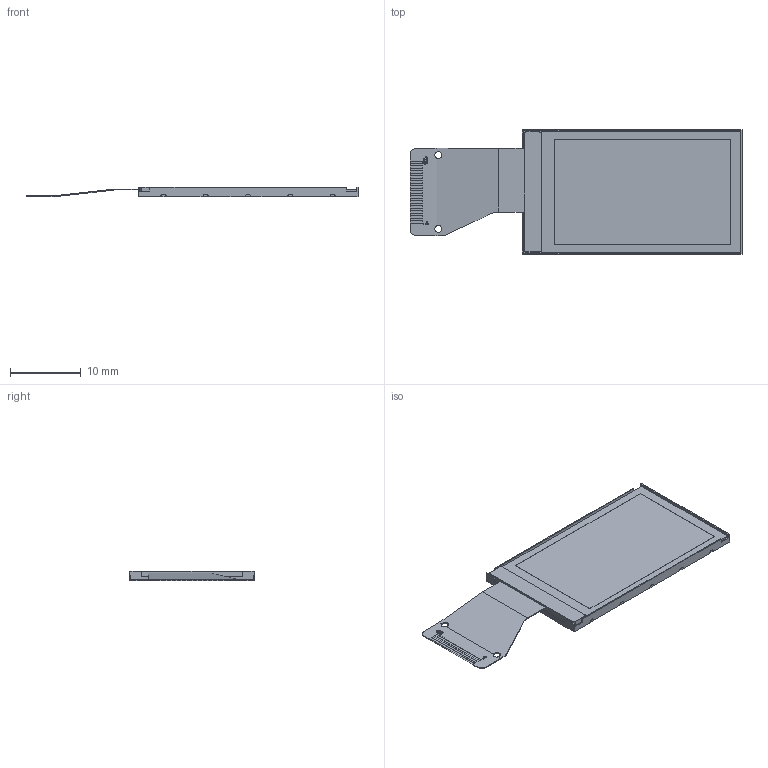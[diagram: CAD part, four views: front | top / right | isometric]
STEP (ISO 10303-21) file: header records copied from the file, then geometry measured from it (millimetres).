
FILE_DESCRIPTION(/* description */ ('Unknown'),/* implementation_level */ '2;1');
FILE_NAME(/* name */ '1.14 TFT IPS - 13P - Flat Mount',/* time_stamp */ '2019-10-09T17:35:03-04:00',/* author */ ('John Loeffler'),/* organization */ ('Unknown'),/* preprocessor_version */ 'ST-DEVELOPER v16.7',/* originating_system */ 'DEX',/* authorisation */ $);
FILE_SCHEMA (('AUTOMOTIVE_DESIGN {1 0 10303 214 3 1 1}'));
Length unit declared in the file: millimetre
Products named in the file (1): 1.14 TFT IPS - 13P - Flat Mount
Bounding box: 46.86 x 17.55 x 1.37 mm (x, y, z)
Volume: 619.4 mm3; surface area: 1799.5 mm2
Topology: 1 solids, 20 shells, 632 faces, 1636 edges, 1076 vertices
Faces by surface type: plane 480, cylinder 81, bspline 71
Full cylindrical faces by diameter (mm): 0.762 x4, 1 x2
Entity records: 25827 total; most frequent: CARTESIAN_POINT 7172, ORIENTED_EDGE 3240, DIRECTION 2336, EDGE_CURVE 1620, VERTEX_POINT 1076, LINE 888, VECTOR 888, AXIS2_PLACEMENT_3D 724
